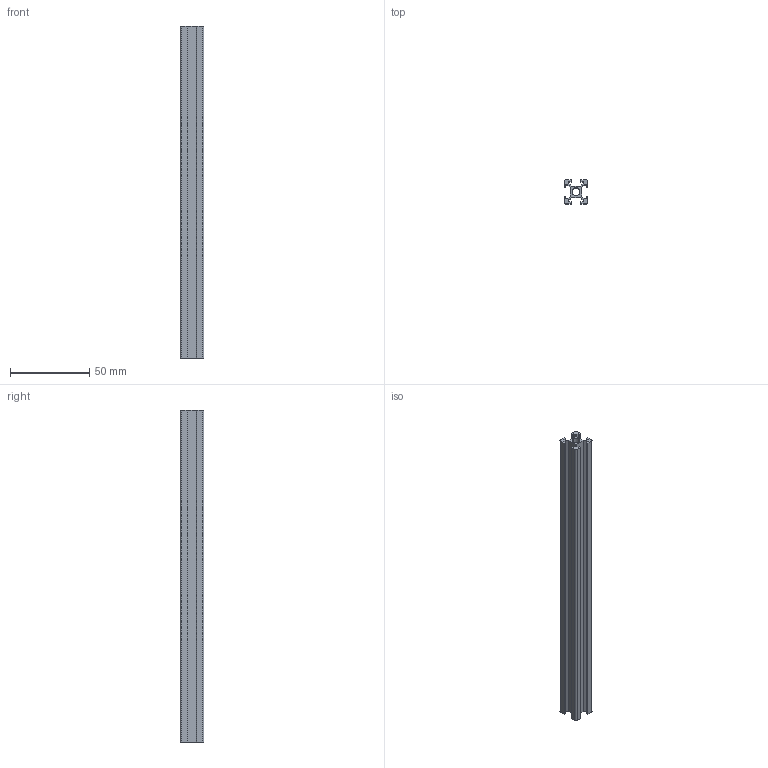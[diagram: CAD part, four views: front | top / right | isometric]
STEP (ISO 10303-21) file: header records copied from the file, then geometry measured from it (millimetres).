
FILE_DESCRIPTION((''),'2;1');
FILE_NAME('1515-210MM-ALUMINIUM-PROFILE','2023-08-27T14:03:41',('erl-l'),(''),'CREO PARAMETRIC BY PTC INC, 2022164','CREO PARAMETRIC BY PTC INC, 2022164','');
FILE_SCHEMA(('CONFIG_CONTROL_DESIGN'));
Length unit declared in the file: millimetre
Products named in the file (1): 1515-210MM-ALUMINIUM-PROFILE
Bounding box: 15 x 15 x 210 mm (x, y, z)
Volume: 17506.3 mm3; surface area: 25448.9 mm2
Topology: 1 solids, 1 shells, 52 faces, 150 edges, 100 vertices
Faces by surface type: plane 46, cylinder 6
Entity records: 1728 total; most frequent: CARTESIAN_POINT 302, ORIENTED_EDGE 300, DIRECTION 266, EDGE_CURVE 150, VECTOR 138, LINE 138, VERTEX_POINT 100, AXIS2_PLACEMENT_3D 64
